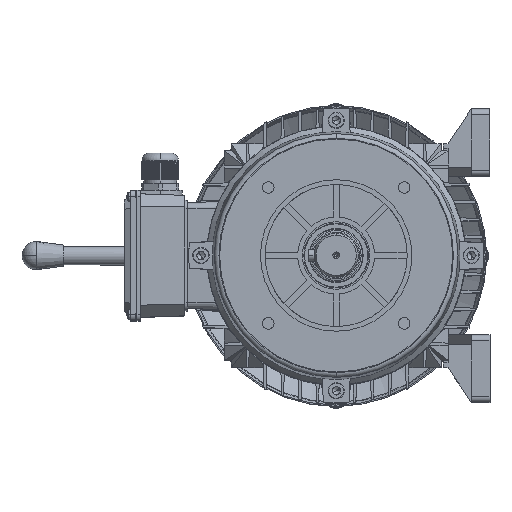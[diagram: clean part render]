
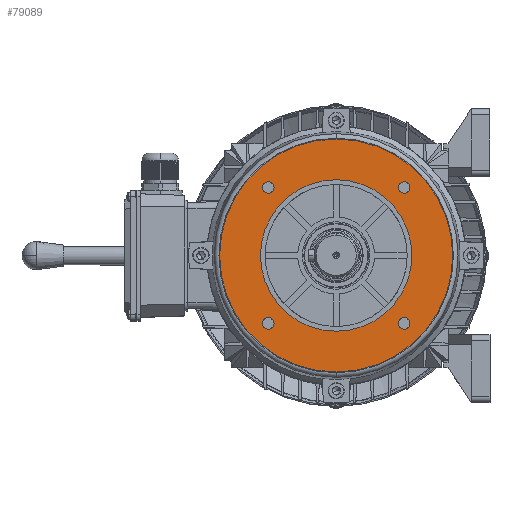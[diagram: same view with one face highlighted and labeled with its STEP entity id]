
A CAD part, top view. The second image highlights one B-rep face of the part: STEP entity #79089.
In plain terms, the highlighted planar face has unit normal (0, 0, 1).
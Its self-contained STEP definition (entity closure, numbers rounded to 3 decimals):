
#12719 = VERTEX_POINT ( 'NONE', #71187 ) ;
#12786 = EDGE_CURVE ( 'NONE', #12898, #12788, #71610, .T. ) ;
#12788 = VERTEX_POINT ( 'NONE', #71601 ) ;
#12801 = VERTEX_POINT ( 'NONE', #71542 ) ;
#12803 = EDGE_CURVE ( 'NONE', #12801, #12804, #71534, .T. ) ;
#12804 = VERTEX_POINT ( 'NONE', #71723 ) ;
#12811 = VERTEX_POINT ( 'NONE', #71693 ) ;
#12815 = EDGE_CURVE ( 'NONE', #12811, #12817, #71684, .T. ) ;
#12817 = VERTEX_POINT ( 'NONE', #71674 ) ;
#12842 = VERTEX_POINT ( 'NONE', #71786 ) ;
#12898 = VERTEX_POINT ( 'NONE', #72087 ) ;
#12939 = EDGE_CURVE ( 'NONE', #12842, #12719, #72144, .T. ) ;
#15084 = CARTESIAN_POINT ( 'NONE',  ( 100., 0., 27.689 ) ) ;
#15086 = DIRECTION ( 'NONE',  ( -1., 0., 0. ) ) ;
#15088 = DIRECTION ( 'NONE',  ( 0., 0., -1. ) ) ;
#15090 = CARTESIAN_POINT ( 'NONE',  ( 0., 0., 27.689 ) ) ;
#15091 = AXIS2_PLACEMENT_3D ( 'NONE', #15090, #15088, #15086 ) ;
#15093 = CIRCLE ( 'NONE', #15091, 100. ) ;
#15143 = CARTESIAN_POINT ( 'NONE',  ( 65., 0., 27.689 ) ) ;
#15372 = CARTESIAN_POINT ( 'NONE',  ( -100., 0., 27.689 ) ) ;
#15388 = CARTESIAN_POINT ( 'NONE',  ( -65., 0., 27.689 ) ) ;
#15390 = DIRECTION ( 'NONE',  ( -1., 0., 0. ) ) ;
#15392 = DIRECTION ( 'NONE',  ( 0., 0., -1. ) ) ;
#15394 = CARTESIAN_POINT ( 'NONE',  ( 0., 0., 27.689 ) ) ;
#15396 = AXIS2_PLACEMENT_3D ( 'NONE', #15394, #15392, #15390 ) ;
#15397 = CIRCLE ( 'NONE', #15396, 65. ) ;
#58520 = EDGE_CURVE ( 'NONE', #58629, #58522, #15093, .T. ) ;
#58522 = VERTEX_POINT ( 'NONE', #15084 ) ;
#58554 = VERTEX_POINT ( 'NONE', #15143 ) ;
#58617 = EDGE_CURVE ( 'NONE', #58618, #58554, #15397, .T. ) ;
#58618 = VERTEX_POINT ( 'NONE', #15388 ) ;
#58629 = VERTEX_POINT ( 'NONE', #15372 ) ;
#71187 = CARTESIAN_POINT ( 'NONE',  ( 63.336, -58.336, 27.689 ) ) ;
#71525 = DIRECTION ( 'NONE',  ( 1., 0., 0. ) ) ;
#71526 = DIRECTION ( 'NONE',  ( 0., 0., 1. ) ) ;
#71529 = CARTESIAN_POINT ( 'NONE',  ( -58.336, -58.336, 27.689 ) ) ;
#71531 = AXIS2_PLACEMENT_3D ( 'NONE', #71529, #71526, #71525 ) ;
#71534 = CIRCLE ( 'NONE', #71531, 5. ) ;
#71542 = CARTESIAN_POINT ( 'NONE',  ( -63.336, -58.336, 27.689 ) ) ;
#71601 = CARTESIAN_POINT ( 'NONE',  ( -53.336, 58.336, 27.689 ) ) ;
#71602 = DIRECTION ( 'NONE',  ( 1., 0., 0. ) ) ;
#71605 = DIRECTION ( 'NONE',  ( 0., 0., 1. ) ) ;
#71606 = CARTESIAN_POINT ( 'NONE',  ( -58.336, 58.336, 27.689 ) ) ;
#71608 = AXIS2_PLACEMENT_3D ( 'NONE', #71606, #71605, #71602 ) ;
#71610 = CIRCLE ( 'NONE', #71608, 5. ) ;
#71674 = CARTESIAN_POINT ( 'NONE',  ( 63.336, 58.336, 27.689 ) ) ;
#71675 = DIRECTION ( 'NONE',  ( 1., 0., 0. ) ) ;
#71678 = DIRECTION ( 'NONE',  ( 0., 0., 1. ) ) ;
#71681 = CARTESIAN_POINT ( 'NONE',  ( 58.336, 58.336, 27.689 ) ) ;
#71682 = AXIS2_PLACEMENT_3D ( 'NONE', #71681, #71678, #71675 ) ;
#71684 = CIRCLE ( 'NONE', #71682, 5. ) ;
#71693 = CARTESIAN_POINT ( 'NONE',  ( 53.336, 58.336, 27.689 ) ) ;
#71723 = CARTESIAN_POINT ( 'NONE',  ( -53.336, -58.336, 27.689 ) ) ;
#71786 = CARTESIAN_POINT ( 'NONE',  ( 53.336, -58.336, 27.689 ) ) ;
#72087 = CARTESIAN_POINT ( 'NONE',  ( -63.336, 58.336, 27.689 ) ) ;
#72135 = DIRECTION ( 'NONE',  ( 1., 0., 0. ) ) ;
#72138 = DIRECTION ( 'NONE',  ( 0., 0., 1. ) ) ;
#72140 = CARTESIAN_POINT ( 'NONE',  ( 58.336, -58.336, 27.689 ) ) ;
#72143 = AXIS2_PLACEMENT_3D ( 'NONE', #72140, #72138, #72135 ) ;
#72144 = CIRCLE ( 'NONE', #72143, 5. ) ;
#78970 = ORIENTED_EDGE ( 'NONE', *, *, #12815, .F. ) ;
#78975 = EDGE_LOOP ( 'NONE', ( #78984, #78988 ) ) ;
#78984 = ORIENTED_EDGE ( 'NONE', *, *, #58617, .T. ) ;
#78988 = ORIENTED_EDGE ( 'NONE', *, *, #78990, .T. ) ;
#78990 = EDGE_CURVE ( 'NONE', #58554, #58618, #88051, .T. ) ;
#78997 = EDGE_LOOP ( 'NONE', ( #79003, #79010 ) ) ;
#79003 = ORIENTED_EDGE ( 'NONE', *, *, #58520, .F. ) ;
#79010 = ORIENTED_EDGE ( 'NONE', *, *, #79069, .F. ) ;
#79069 = EDGE_CURVE ( 'NONE', #58522, #58629, #88204, .T. ) ;
#79089 = ADVANCED_FACE ( 'NONE', ( #88188, #88187, #88181, #88180, #88179, #88178 ), #88175, .T. ) ;
#79090 = EDGE_LOOP ( 'NONE', ( #79094, #79107 ) ) ;
#79094 = ORIENTED_EDGE ( 'NONE', *, *, #79101, .F. ) ;
#79101 = EDGE_CURVE ( 'NONE', #12788, #12898, #88160, .T. ) ;
#79107 = ORIENTED_EDGE ( 'NONE', *, *, #12786, .F. ) ;
#79110 = EDGE_LOOP ( 'NONE', ( #79114, #79127 ) ) ;
#79114 = ORIENTED_EDGE ( 'NONE', *, *, #79123, .F. ) ;
#79123 = EDGE_CURVE ( 'NONE', #12804, #12801, #88260, .T. ) ;
#79127 = ORIENTED_EDGE ( 'NONE', *, *, #12803, .F. ) ;
#79129 = EDGE_LOOP ( 'NONE', ( #79140, #79148 ) ) ;
#79140 = ORIENTED_EDGE ( 'NONE', *, *, #79143, .F. ) ;
#79143 = EDGE_CURVE ( 'NONE', #12719, #12842, #88239, .T. ) ;
#79148 = ORIENTED_EDGE ( 'NONE', *, *, #12939, .F. ) ;
#79153 = EDGE_LOOP ( 'NONE', ( #79160, #78970 ) ) ;
#79160 = ORIENTED_EDGE ( 'NONE', *, *, #79164, .F. ) ;
#79164 = EDGE_CURVE ( 'NONE', #12817, #12811, #88209, .T. ) ;
#87701 = DIRECTION ( 'NONE',  ( 0., 0., 1. ) ) ;
#87702 = CARTESIAN_POINT ( 'NONE',  ( 58.336, 58.336, 27.689 ) ) ;
#88047 = DIRECTION ( 'NONE',  ( -1., 0., 0. ) ) ;
#88048 = DIRECTION ( 'NONE',  ( 0., 0., -1. ) ) ;
#88049 = CARTESIAN_POINT ( 'NONE',  ( 0., 0., 27.689 ) ) ;
#88050 = AXIS2_PLACEMENT_3D ( 'NONE', #88049, #88048, #88047 ) ;
#88051 = CIRCLE ( 'NONE', #88050, 65. ) ;
#88155 = DIRECTION ( 'NONE',  ( 1., 0., 0. ) ) ;
#88157 = DIRECTION ( 'NONE',  ( 0., 0., 1. ) ) ;
#88159 = AXIS2_PLACEMENT_3D ( 'NONE', #88169, #88157, #88155 ) ;
#88160 = CIRCLE ( 'NONE', #88159, 5. ) ;
#88164 = DIRECTION ( 'NONE',  ( 1., 0., 0. ) ) ;
#88166 = DIRECTION ( 'NONE',  ( 0., 0., 1. ) ) ;
#88167 = CARTESIAN_POINT ( 'NONE',  ( -100., 0., 27.689 ) ) ;
#88168 = AXIS2_PLACEMENT_3D ( 'NONE', #88167, #88166, #88164 ) ;
#88169 = CARTESIAN_POINT ( 'NONE',  ( -58.336, 58.336, 27.689 ) ) ;
#88175 = PLANE ( 'NONE',  #88168 ) ;
#88178 = FACE_OUTER_BOUND ( 'NONE', #78997, .T. ) ;
#88179 = FACE_BOUND ( 'NONE', #78975, .T. ) ;
#88180 = FACE_BOUND ( 'NONE', #79153, .T. ) ;
#88181 = FACE_BOUND ( 'NONE', #79129, .T. ) ;
#88187 = FACE_BOUND ( 'NONE', #79110, .T. ) ;
#88188 = FACE_BOUND ( 'NONE', #79090, .T. ) ;
#88198 = DIRECTION ( 'NONE',  ( -1., 0., 0. ) ) ;
#88200 = DIRECTION ( 'NONE',  ( 0., 0., -1. ) ) ;
#88202 = CARTESIAN_POINT ( 'NONE',  ( 0., 0., 27.689 ) ) ;
#88203 = AXIS2_PLACEMENT_3D ( 'NONE', #88202, #88200, #88198 ) ;
#88204 = CIRCLE ( 'NONE', #88203, 100. ) ;
#88206 = AXIS2_PLACEMENT_3D ( 'NONE', #87702, #87701, #88333 ) ;
#88209 = CIRCLE ( 'NONE', #88206, 5. ) ;
#88234 = DIRECTION ( 'NONE',  ( 1., 0., 0. ) ) ;
#88236 = DIRECTION ( 'NONE',  ( 0., 0., 1. ) ) ;
#88237 = AXIS2_PLACEMENT_3D ( 'NONE', #88249, #88236, #88234 ) ;
#88239 = CIRCLE ( 'NONE', #88237, 5. ) ;
#88249 = CARTESIAN_POINT ( 'NONE',  ( 58.336, -58.336, 27.689 ) ) ;
#88255 = DIRECTION ( 'NONE',  ( 1., 0., 0. ) ) ;
#88256 = DIRECTION ( 'NONE',  ( 0., 0., 1. ) ) ;
#88257 = CARTESIAN_POINT ( 'NONE',  ( -58.336, -58.336, 27.689 ) ) ;
#88259 = AXIS2_PLACEMENT_3D ( 'NONE', #88257, #88256, #88255 ) ;
#88260 = CIRCLE ( 'NONE', #88259, 5. ) ;
#88333 = DIRECTION ( 'NONE',  ( 1., 0., 0. ) ) ;
